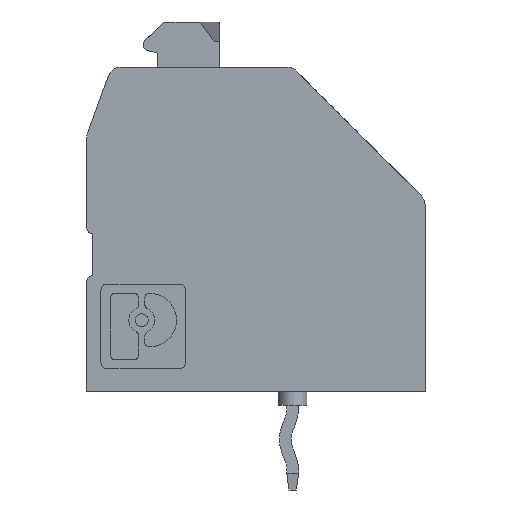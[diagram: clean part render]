
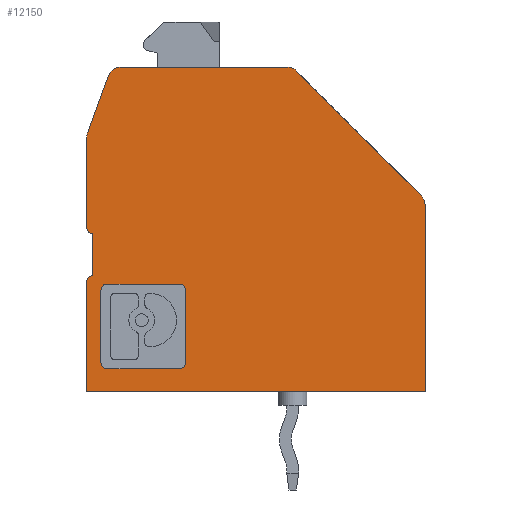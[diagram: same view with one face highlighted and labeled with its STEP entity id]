
A CAD part, left-side view. The second image highlights one B-rep face of the part: STEP entity #12150.
In plain terms, the highlighted face is planar.
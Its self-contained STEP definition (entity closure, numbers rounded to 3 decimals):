
#10200=CARTESIAN_POINT('',(11.439,0.,6.43));
#10210=DIRECTION('',(0.,0.,1.));
#10220=DIRECTION('',(1.,0.,0.));
#10230=AXIS2_PLACEMENT_3D('',#10200,#10210,#10220);
#10240=PLANE('',#10230);
#10250=CARTESIAN_POINT('',(0.,3.9,6.43));
#10260=DIRECTION('',(0.,-1.,0.));
#10270=VECTOR('',#10260,1.);
#10280=LINE('',#10250,#10270);
#10290=CARTESIAN_POINT('',(0.,3.9,6.43));
#10300=VERTEX_POINT('',#10290);
#10310=CARTESIAN_POINT('',(0.,0.,6.43));
#10320=VERTEX_POINT('',#10310);
#10330=EDGE_CURVE('',#10300,#10320,#10280,.T.);
#10340=ORIENTED_EDGE('',*,*,#10330,.T.);
#10350=CARTESIAN_POINT('',(0.2,3.9,6.43));
#10360=DIRECTION('',(0.,0.,1.));
#10370=DIRECTION('',(0.,1.,0.));
#10380=AXIS2_PLACEMENT_3D('',#10350,#10360,#10370);
#10390=CIRCLE('',#10380,0.2);
#10400=CARTESIAN_POINT('',(0.2,4.1,6.43));
#10410=VERTEX_POINT('',#10400);
#10420=EDGE_CURVE('',#10410,#10300,#10390,.T.);
#10430=ORIENTED_EDGE('',*,*,#10420,.T.);
#10440=CARTESIAN_POINT('',(0.2,5.6,6.43));
#10450=DIRECTION('',(0.,-1.,0.));
#10460=VECTOR('',#10450,1.);
#10470=LINE('',#10440,#10460);
#10480=CARTESIAN_POINT('',(0.2,5.6,6.43));
#10490=VERTEX_POINT('',#10480);
#10500=EDGE_CURVE('',#10490,#10410,#10470,.T.);
#10510=ORIENTED_EDGE('',*,*,#10500,.T.);
#10520=CARTESIAN_POINT('',(0.2,5.8,6.43));
#10530=DIRECTION('',(0.,0.,1.));
#10540=DIRECTION('',(-1.,0.,0.));
#10550=AXIS2_PLACEMENT_3D('',#10520,#10530,#10540);
#10560=CIRCLE('',#10550,0.2);
#10570=CARTESIAN_POINT('',(0.,5.8,6.43));
#10580=VERTEX_POINT('',#10570);
#10590=EDGE_CURVE('',#10580,#10490,#10560,.T.);
#10600=ORIENTED_EDGE('',*,*,#10590,.T.);
#10610=CARTESIAN_POINT('',(0.,9.012,6.43));
#10620=DIRECTION('',(0.,-1.,0.));
#10630=VECTOR('',#10620,1.);
#10640=LINE('',#10610,#10630);
#10650=CARTESIAN_POINT('',(0.,9.012,6.43));
#10660=VERTEX_POINT('',#10650);
#10670=EDGE_CURVE('',#10660,#10580,#10640,.T.);
#10680=ORIENTED_EDGE('',*,*,#10670,.T.);
#10690=CARTESIAN_POINT('',(0.5,9.012,6.43));
#10700=DIRECTION('',(0.,0.,1.));
#10710=DIRECTION('',(-0.94,0.342,0.));
#10720=AXIS2_PLACEMENT_3D('',#10690,#10700,#10710);
#10730=CIRCLE('',#10720,0.5);
#10740=CARTESIAN_POINT('',(0.03,9.183,6.43));
#10750=VERTEX_POINT('',#10740);
#10760=EDGE_CURVE('',#10750,#10660,#10730,.T.);
#10770=ORIENTED_EDGE('',*,*,#10760,.T.);
#10780=CARTESIAN_POINT('',(0.754,11.171,6.43));
#10790=DIRECTION('',(-0.342,-0.94,0.));
#10800=VECTOR('',#10790,1.);
#10810=LINE('',#10780,#10800);
#10820=CARTESIAN_POINT('',(0.754,11.171,6.43));
#10830=VERTEX_POINT('',#10820);
#10840=EDGE_CURVE('',#10830,#10750,#10810,.T.);
#10850=ORIENTED_EDGE('',*,*,#10840,.T.);
#10860=CARTESIAN_POINT('',(1.224,11.,6.43));
#10870=DIRECTION('',(0.,0.,1.));
#10880=DIRECTION('',(0.,1.,0.));
#10890=AXIS2_PLACEMENT_3D('',#10860,#10870,#10880);
#10900=CIRCLE('',#10890,0.5);
#10910=CARTESIAN_POINT('',(1.224,11.5,6.43));
#10920=VERTEX_POINT('',#10910);
#10930=EDGE_CURVE('',#10920,#10830,#10900,.T.);
#10940=ORIENTED_EDGE('',*,*,#10930,.T.);
#10950=CARTESIAN_POINT('',(7.093,11.5,6.43));
#10960=DIRECTION('',(-1.,0.,0.));
#10970=VECTOR('',#10960,1.);
#10980=LINE('',#10950,#10970);
#10990=CARTESIAN_POINT('',(7.093,11.5,6.43));
#11000=VERTEX_POINT('',#10990);
#11010=EDGE_CURVE('',#11000,#10920,#10980,.T.);
#11020=ORIENTED_EDGE('',*,*,#11010,.T.);
#11030=CARTESIAN_POINT('',(7.093,11.,6.43));
#11040=DIRECTION('',(0.,0.,1.));
#11050=DIRECTION('',(0.707,0.707,0.));
#11060=AXIS2_PLACEMENT_3D('',#11030,#11040,#11050);
#11070=CIRCLE('',#11060,0.5);
#11080=CARTESIAN_POINT('',(7.446,11.354,6.43));
#11090=VERTEX_POINT('',#11080);
#11100=EDGE_CURVE('',#11090,#11000,#11070,.T.);
#11110=ORIENTED_EDGE('',*,*,#11100,.T.);
#11120=CARTESIAN_POINT('',(11.854,6.946,6.43));
#11130=DIRECTION('',(-0.707,0.707,0.));
#11140=VECTOR('',#11130,1.);
#11150=LINE('',#11120,#11140);
#11160=CARTESIAN_POINT('',(11.854,6.946,6.43));
#11170=VERTEX_POINT('',#11160);
#11180=EDGE_CURVE('',#11170,#11090,#11150,.T.);
#11190=ORIENTED_EDGE('',*,*,#11180,.T.);
#11200=CARTESIAN_POINT('',(11.5,6.593,6.43));
#11210=DIRECTION('',(0.,0.,1.));
#11220=DIRECTION('',(1.,0.,0.));
#11230=AXIS2_PLACEMENT_3D('',#11200,#11210,#11220);
#11240=CIRCLE('',#11230,0.5);
#11250=CARTESIAN_POINT('',(12.,6.593,6.43));
#11260=VERTEX_POINT('',#11250);
#11270=EDGE_CURVE('',#11260,#11170,#11240,.T.);
#11280=ORIENTED_EDGE('',*,*,#11270,.T.);
#11290=CARTESIAN_POINT('',(12.,0.,6.43));
#11300=DIRECTION('',(0.,1.,0.));
#11310=VECTOR('',#11300,1.);
#11320=LINE('',#11290,#11310);
#11330=CARTESIAN_POINT('',(12.,0.,6.43));
#11340=VERTEX_POINT('',#11330);
#11350=EDGE_CURVE('',#11340,#11260,#11320,.T.);
#11360=ORIENTED_EDGE('',*,*,#11350,.T.);
#11370=CARTESIAN_POINT('',(0.,0.,6.43));
#11380=DIRECTION('',(1.,0.,0.));
#11390=VECTOR('',#11380,1.);
#11400=LINE('',#11370,#11390);
#11410=EDGE_CURVE('',#10320,#11340,#11400,.T.);
#11420=ORIENTED_EDGE('',*,*,#11410,.T.);
#11430=EDGE_LOOP('',(#11420,#11360,#11280,#11190,#11110,#11020,#10940,
#10850,#10770,#10680,#10600,#10510,#10430,#10340));
#11440=FACE_OUTER_BOUND('',#11430,.T.);
#11450=CARTESIAN_POINT('',(3.289,0.8,6.43));
#11460=DIRECTION('',(-1.,0.,0.));
#11470=VECTOR('',#11460,1.);
#11480=LINE('',#11450,#11470);
#11490=CARTESIAN_POINT('',(3.289,0.8,6.43));
#11500=VERTEX_POINT('',#11490);
#11510=CARTESIAN_POINT('',(0.711,0.8,6.43));
#11520=VERTEX_POINT('',#11510);
#11530=EDGE_CURVE('',#11500,#11520,#11480,.T.);
#11540=ORIENTED_EDGE('',*,*,#11530,.T.);
#11550=CARTESIAN_POINT('',(3.289,1.011,6.43));
#11560=DIRECTION('',(0.,0.,-1.));
#11570=DIRECTION('',(1.,0.,0.));
#11580=AXIS2_PLACEMENT_3D('',#11550,#11560,#11570);
#11590=CIRCLE('',#11580,0.211);
#11600=CARTESIAN_POINT('',(3.5,1.011,6.43));
#11610=VERTEX_POINT('',#11600);
#11620=EDGE_CURVE('',#11610,#11500,#11590,.T.);
#11630=ORIENTED_EDGE('',*,*,#11620,.T.);
#11640=CARTESIAN_POINT('',(3.5,3.589,6.43));
#11650=DIRECTION('',(0.,-1.,0.));
#11660=VECTOR('',#11650,1.);
#11670=LINE('',#11640,#11660);
#11680=CARTESIAN_POINT('',(3.5,3.589,6.43));
#11690=VERTEX_POINT('',#11680);
#11700=EDGE_CURVE('',#11690,#11610,#11670,.T.);
#11710=ORIENTED_EDGE('',*,*,#11700,.T.);
#11720=CARTESIAN_POINT('',(3.289,3.589,6.43));
#11730=DIRECTION('',(0.,0.,-1.));
#11740=DIRECTION('',(0.,1.,0.));
#11750=AXIS2_PLACEMENT_3D('',#11720,#11730,#11740);
#11760=CIRCLE('',#11750,0.211);
#11770=CARTESIAN_POINT('',(3.289,3.8,6.43));
#11780=VERTEX_POINT('',#11770);
#11790=EDGE_CURVE('',#11780,#11690,#11760,.T.);
#11800=ORIENTED_EDGE('',*,*,#11790,.T.);
#11810=CARTESIAN_POINT('',(0.711,3.8,6.43));
#11820=DIRECTION('',(1.,0.,0.));
#11830=VECTOR('',#11820,1.);
#11840=LINE('',#11810,#11830);
#11850=CARTESIAN_POINT('',(0.711,3.8,6.43));
#11860=VERTEX_POINT('',#11850);
#11870=EDGE_CURVE('',#11860,#11780,#11840,.T.);
#11880=ORIENTED_EDGE('',*,*,#11870,.T.);
#11890=CARTESIAN_POINT('',(0.711,3.589,6.43));
#11900=DIRECTION('',(0.,0.,-1.));
#11910=DIRECTION('',(-1.,0.,0.));
#11920=AXIS2_PLACEMENT_3D('',#11890,#11900,#11910);
#11930=CIRCLE('',#11920,0.211);
#11940=CARTESIAN_POINT('',(0.5,3.589,6.43));
#11950=VERTEX_POINT('',#11940);
#11960=EDGE_CURVE('',#11950,#11860,#11930,.T.);
#11970=ORIENTED_EDGE('',*,*,#11960,.T.);
#11980=CARTESIAN_POINT('',(0.5,1.011,6.43));
#11990=DIRECTION('',(0.,1.,0.));
#12000=VECTOR('',#11990,1.);
#12010=LINE('',#11980,#12000);
#12020=CARTESIAN_POINT('',(0.5,1.011,6.43));
#12030=VERTEX_POINT('',#12020);
#12040=EDGE_CURVE('',#12030,#11950,#12010,.T.);
#12050=ORIENTED_EDGE('',*,*,#12040,.T.);
#12060=CARTESIAN_POINT('',(0.711,1.011,6.43));
#12070=DIRECTION('',(0.,0.,-1.));
#12080=DIRECTION('',(0.,-1.,0.));
#12090=AXIS2_PLACEMENT_3D('',#12060,#12070,#12080);
#12100=CIRCLE('',#12090,0.211);
#12110=EDGE_CURVE('',#11520,#12030,#12100,.T.);
#12120=ORIENTED_EDGE('',*,*,#12110,.T.);
#12130=EDGE_LOOP('',(#12120,#12050,#11970,#11880,#11800,#11710,#11630,
#11540));
#12140=FACE_BOUND('',#12130,.T.);
#12150=ADVANCED_FACE('',(#11440,#12140),#10240,.T.);
